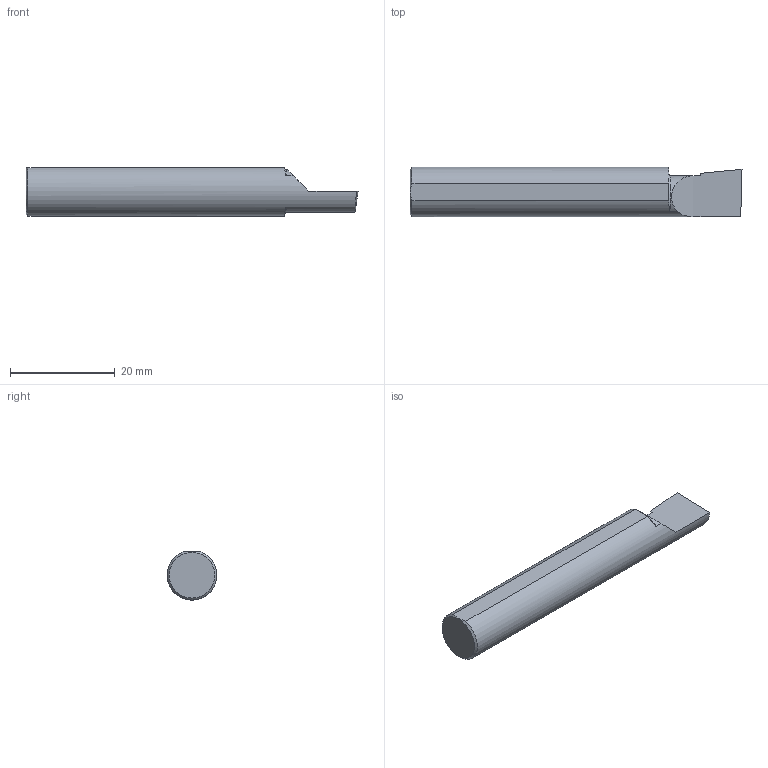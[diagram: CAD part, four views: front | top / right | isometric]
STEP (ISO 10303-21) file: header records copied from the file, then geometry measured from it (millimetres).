
FILE_DESCRIPTION (( 'STEP AP203' ), '1' );
FILE_NAME ('217546-B360500.STEP', '2024-04-26T22:36:43', ( '' ), ( '' ), 'SwSTEP 2.0', 'SolidWorks 2022', '' );
FILE_SCHEMA (( 'CONFIG_CONTROL_DESIGN' ));
Length unit declared in the file: inch
Products named in the file (1): 217546-B360500
Bounding box: 63.5 x 9.52 x 9.21 mm (x, y, z)
Volume: 3922.9 mm3; surface area: 1906.1 mm2
Topology: 1 solids, 1 shells, 17 faces, 43 edges, 28 vertices
Faces by surface type: plane 12, cone 2, cylinder 2, torus 1
Entity records: 619 total; most frequent: CARTESIAN_POINT 137, ORIENTED_EDGE 86, DIRECTION 82, EDGE_CURVE 43, AXIS2_PLACEMENT_3D 29, VERTEX_POINT 28, LINE 24, VECTOR 24
